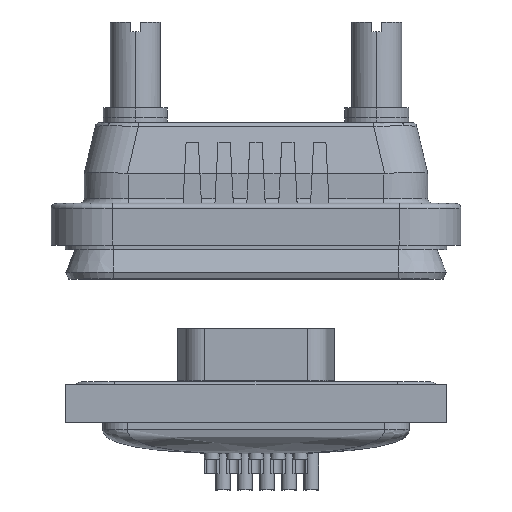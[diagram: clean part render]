
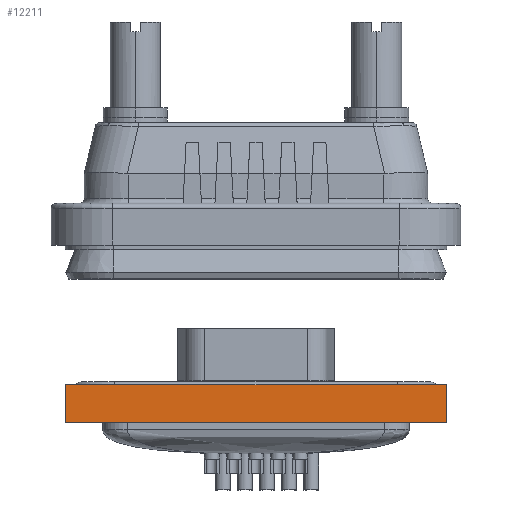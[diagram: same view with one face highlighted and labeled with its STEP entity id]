
A CAD part, top view. The second image highlights one B-rep face of the part: STEP entity #12211.
In plain terms, the highlighted planar face has unit normal (0, 0, 1).
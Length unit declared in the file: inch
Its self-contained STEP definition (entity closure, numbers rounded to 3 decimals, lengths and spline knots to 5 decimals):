
#9646 = EDGE_CURVE ( 'NONE', #11496, #11675, #9814, .T. ) ;
#9813 = CARTESIAN_POINT ( 'NONE',  ( -0.77559, 0.07579, 0.41535 ) ) ;
#9814 = LINE ( 'NONE', #9813, #9862 ) ;
#9861 = DIRECTION ( 'NONE',  ( 0., -1., 0. ) ) ;
#9862 = VECTOR ( 'NONE', #9861, 39.37008 ) ;
#10206 = CARTESIAN_POINT ( 'NONE',  ( -0.77559, 0.07579, 0.41535 ) ) ;
#10460 = CARTESIAN_POINT ( 'NONE',  ( -0.77559, -0.07579, 0.41535 ) ) ;
#10564 = LINE ( 'NONE', #10639, #10637 ) ;
#10636 = DIRECTION ( 'NONE',  ( 0., -1., 0. ) ) ;
#10637 = VECTOR ( 'NONE', #10636, 39.37008 ) ;
#10639 = CARTESIAN_POINT ( 'NONE',  ( 0.77559, 0.07579, 0.41535 ) ) ;
#10688 = CARTESIAN_POINT ( 'NONE',  ( 0.77559, -0.07579, 0.41535 ) ) ;
#10689 = CARTESIAN_POINT ( 'NONE',  ( -0.77559, -0.07579, 0.41535 ) ) ;
#10721 = FACE_OUTER_BOUND ( 'NONE', #12028, .T. ) ;
#10723 = DIRECTION ( 'NONE',  ( 1., 0., 0. ) ) ;
#10724 = VECTOR ( 'NONE', #10723, 39.37008 ) ;
#10725 = CARTESIAN_POINT ( 'NONE',  ( -0.77559, 0.07579, 0.41535 ) ) ;
#10738 = CARTESIAN_POINT ( 'NONE',  ( 0.77559, 0.07579, 0.41535 ) ) ;
#10747 = LINE ( 'NONE', #10725, #10724 ) ;
#10768 = DIRECTION ( 'NONE',  ( -1., 0., 0. ) ) ;
#10769 = DIRECTION ( 'NONE',  ( 0., 0., -1. ) ) ;
#10771 = AXIS2_PLACEMENT_3D ( 'NONE', #10783, #10769, #10768 ) ;
#10783 = CARTESIAN_POINT ( 'NONE',  ( -0.77559, 0.07579, 0.41535 ) ) ;
#10784 = PLANE ( 'NONE',  #10771 ) ;
#10826 = LINE ( 'NONE', #10689, #10851 ) ;
#10850 = DIRECTION ( 'NONE',  ( 1., 0., 0. ) ) ;
#10851 = VECTOR ( 'NONE', #10850, 39.37008 ) ;
#11496 = VERTEX_POINT ( 'NONE', #10206 ) ;
#11675 = VERTEX_POINT ( 'NONE', #10460 ) ;
#11747 = ORIENTED_EDGE ( 'NONE', *, *, #11778, .F. ) ;
#11778 = EDGE_CURVE ( 'NONE', #12123, #12083, #10564, .T. ) ;
#11805 = ORIENTED_EDGE ( 'NONE', *, *, #9646, .T. ) ;
#12028 = EDGE_LOOP ( 'NONE', ( #12116, #11747, #12140, #11805 ) ) ;
#12083 = VERTEX_POINT ( 'NONE', #10688 ) ;
#12116 = ORIENTED_EDGE ( 'NONE', *, *, #12230, .T. ) ;
#12123 = VERTEX_POINT ( 'NONE', #10738 ) ;
#12140 = ORIENTED_EDGE ( 'NONE', *, *, #12186, .F. ) ;
#12186 = EDGE_CURVE ( 'NONE', #11496, #12123, #10747, .T. ) ;
#12211 = ADVANCED_FACE ( 'NONE', ( #10721 ), #10784, .F. ) ;
#12230 = EDGE_CURVE ( 'NONE', #11675, #12083, #10826, .T. ) ;
